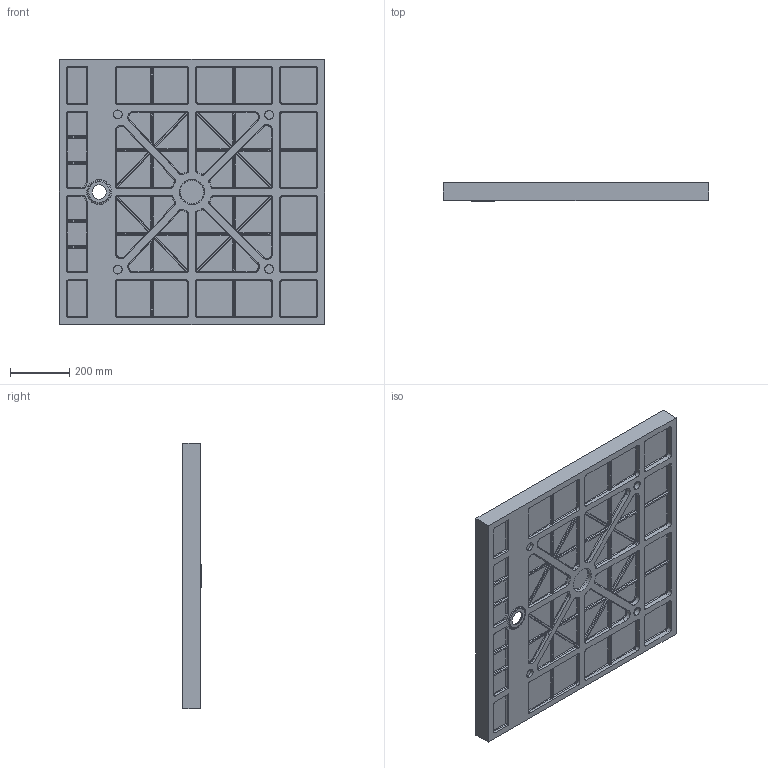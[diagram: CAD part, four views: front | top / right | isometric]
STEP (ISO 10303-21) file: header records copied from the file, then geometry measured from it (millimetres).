
FILE_DESCRIPTION (( 'STEP AP203' ), '1' );
FILE_NAME ('900 x 900 Rear Grate - Final 1.STEP', '2023-03-24T01:25:39', ( '' ), ( '' ), 'SwSTEP 2.0', 'SolidWorks 2020', '' );
FILE_SCHEMA (( 'CONFIG_CONTROL_DESIGN' ));
Length unit declared in the file: millimetre
Products named in the file (1): 900 x 900 Rear Grate - Final 1
Bounding box: 900 x 62.5 x 900 mm (x, y, z)
Volume: 8096450.9 mm3; surface area: 2219236.1 mm2
Topology: 1 solids, 1 shells, 1482 faces, 3663 edges, 2197 vertices
Faces by surface type: cylinder 658, bspline 411, plane 395, cone 16, torus 2
Entity records: 58461 total; most frequent: CARTESIAN_POINT 27421, ORIENTED_EDGE 7302, DIRECTION 5413, EDGE_CURVE 3651, VERTEX_POINT 2197, AXIS2_PLACEMENT_3D 1825, LINE 1763, VECTOR 1763
